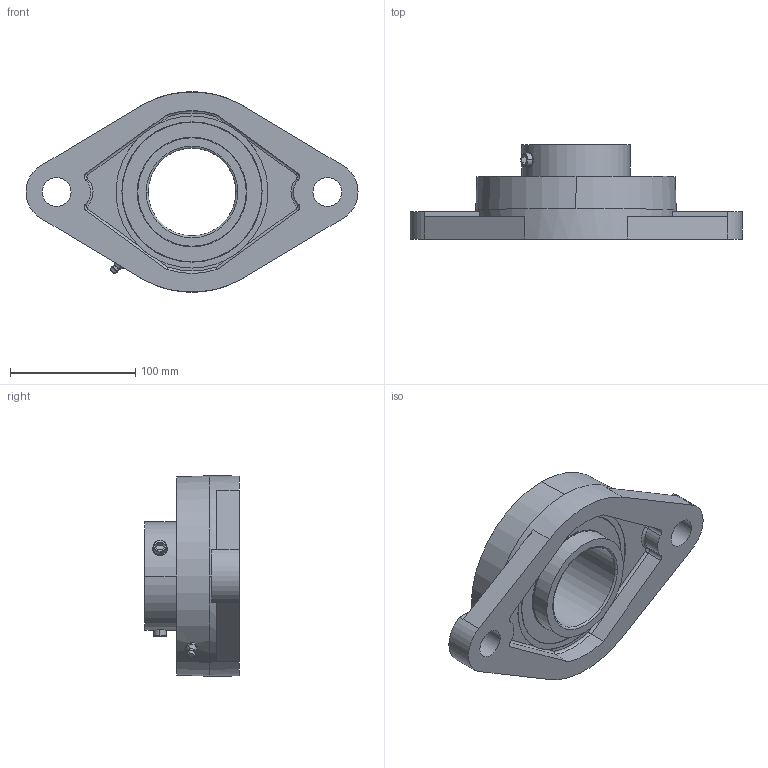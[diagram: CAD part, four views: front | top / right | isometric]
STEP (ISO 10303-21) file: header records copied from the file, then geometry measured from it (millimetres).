
FILE_DESCRIPTION((''),'2;1');
FILE_NAME('UCFL214_ASM','2018-09-05T12:03:05',('giuseppe.caruso'),(''),'CREO PARAMETRIC BY PTC INC, 2016390','CREO PARAMETRIC BY PTC INC, 2016390','');
FILE_SCHEMA(('CONFIG_CONTROL_DESIGN'));
Length unit declared in the file: millimetre
Products named in the file (11): FL214_AF0; UC214_AI_AF0; UC214_AE_AF0; UC214_BALL; UC214_CAGE; UC214_SEAL; UC214_FLAP; M12X1-5_INST; UC214_AF0_ASM; M8X1; UCFL214_ASM
Assembly tree (23 placements, depth 3):
  UCFL214_ASM
    FL214_AF0
    UC214_AF0_ASM
      UC214_AI_AF0
      UC214_AE_AF0
      UC214_BALL  x11
      UC214_CAGE
      UC214_SEAL  x2
      UC214_FLAP  x2
      M12X1-5_INST  x2
    M8X1
Bounding box: 265 x 75.4 x 160 mm (x, y, z)
Volume: 724027.6 mm3; surface area: 213024.1 mm2
Topology: 22 solids, 26 shells, 787 faces, 2052 edges, 1323 vertices
Faces by surface type: plane 521, cylinder 124, sphere 70, cone 50, torus 16, bspline 6
Entity records: 23213 total; most frequent: CARTESIAN_POINT 4901, DIRECTION 3752, ORIENTED_EDGE 3724, EDGE_CURVE 1873, VECTOR 1316, LINE 1316, VERTEX_POINT 1233, AXIS2_PLACEMENT_3D 1218
